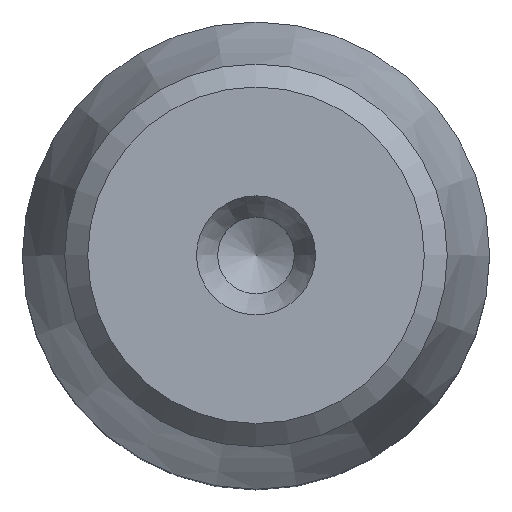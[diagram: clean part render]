
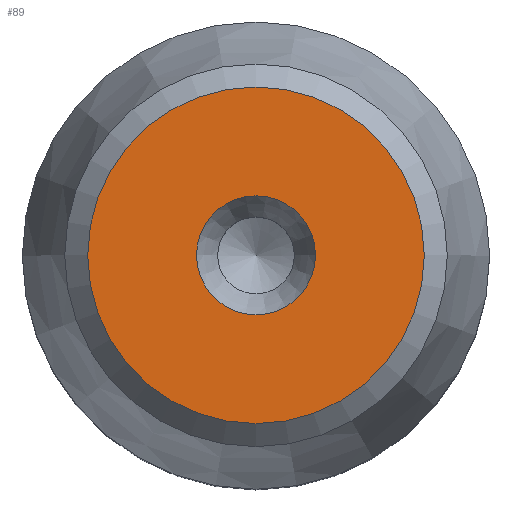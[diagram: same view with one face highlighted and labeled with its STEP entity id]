
A CAD part, top view. The second image highlights one B-rep face of the part: STEP entity #89.
In plain terms, the highlighted planar face has unit normal (0, 0, 1).
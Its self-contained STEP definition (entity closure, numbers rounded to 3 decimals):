
#68=PLANE('',#809);
#89=ADVANCED_FACE('',(#130,#131),#68,.F.);
#130=FACE_BOUND('',#169,.T.);
#131=FACE_BOUND('',#170,.T.);
#169=EDGE_LOOP('',(#215));
#170=EDGE_LOOP('',(#216));
#215=ORIENTED_EDGE('',*,*,#325,.F.);
#216=ORIENTED_EDGE('',*,*,#322,.F.);
#286=VERTEX_POINT('',#1094);
#290=VERTEX_POINT('',#1104);
#322=EDGE_CURVE('',#286,#286,#365,.T.);
#325=EDGE_CURVE('',#290,#290,#368,.T.);
#365=CIRCLE('',#801,4.385);
#368=CIRCLE('',#807,1.55);
#801=AXIS2_PLACEMENT_3D('',#1093,#923,#924);
#807=AXIS2_PLACEMENT_3D('',#1103,#935,#936);
#809=AXIS2_PLACEMENT_3D('',#1106,#939,#940);
#923=DIRECTION('',(0.,0.,-1.));
#924=DIRECTION('',(-1.,0.,0.));
#935=DIRECTION('',(0.,0.,1.));
#936=DIRECTION('',(-1.,0.,0.));
#939=DIRECTION('',(0.,0.,-1.));
#940=DIRECTION('',(-1.,0.,0.));
#1093=CARTESIAN_POINT('',(0.,0.,82.));
#1094=CARTESIAN_POINT('',(-4.385,0.,82.));
#1103=CARTESIAN_POINT('',(0.,0.,82.));
#1104=CARTESIAN_POINT('',(-1.55,0.,82.));
#1106=CARTESIAN_POINT('',(0.,0.,82.));
